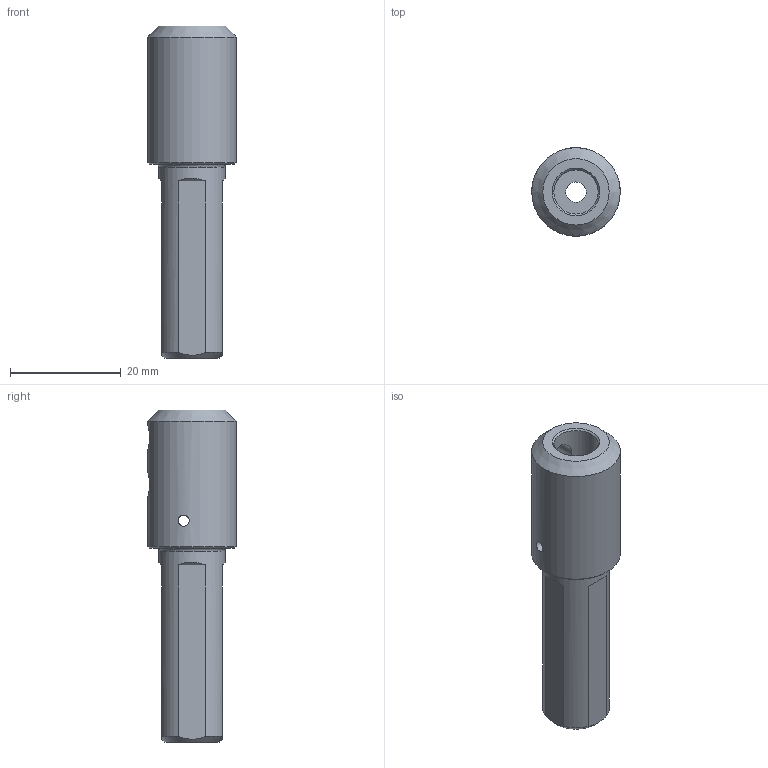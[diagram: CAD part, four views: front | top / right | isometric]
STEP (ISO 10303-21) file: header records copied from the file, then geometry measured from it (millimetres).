
FILE_DESCRIPTION (( 'STEP AP203' ), '1' );
FILE_NAME ('680.DT12.step', '2024-03-13T12:31:09', ( '' ), ( '' ), 'SwSTEP 2.0', 'SolidWorks 2022', '' );
FILE_SCHEMA (( 'CONFIG_CONTROL_DESIGN' ));
Length unit declared in the file: millimetre
Products named in the file (1): 680.DT12
Bounding box: 16 x 16 x 60 mm (x, y, z)
Volume: 6597.1 mm3; surface area: 4049.7 mm2
Topology: 1 solids, 1 shells, 28 faces, 67 edges, 43 vertices
Faces by surface type: plane 12, cylinder 9, cone 6, torus 1
Full cylindrical faces by diameter (mm): 2 x2, 3.7 x1, 4.5 x2, 7 x1, 8 x1, 12 x1, 16 x1
Entity records: 1179 total; most frequent: CARTESIAN_POINT 539, DIRECTION 108, ORIENTED_EDGE 94, EDGE_LOOP 56, AXIS2_PLACEMENT_3D 48, EDGE_CURVE 47, VERTEX_POINT 39, FACE_OUTER_BOUND 38
